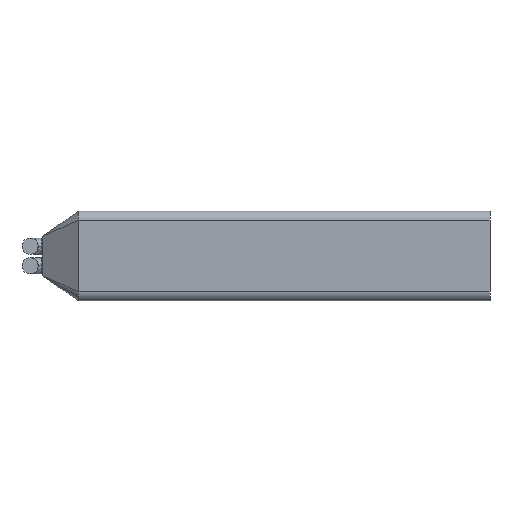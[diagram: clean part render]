
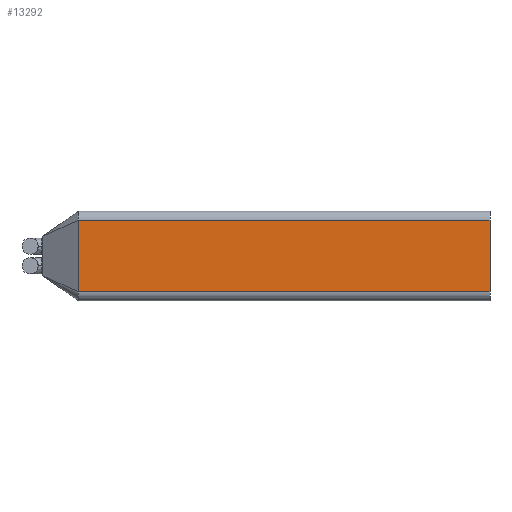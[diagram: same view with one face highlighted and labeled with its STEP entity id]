
A CAD part, front view. The second image highlights one B-rep face of the part: STEP entity #13292.
In plain terms, the highlighted planar face has unit normal (0, -1, 0).
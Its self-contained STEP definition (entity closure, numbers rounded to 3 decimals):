
#13292=ADVANCED_FACE('',(#23951),#23953,.T.);
#23951=FACE_BOUND('',#23952,.T.);
#23952=EDGE_LOOP('',(#33043,#33044,#33045,#33046));
#23953=PLANE('',#23954);
#23954=AXIS2_PLACEMENT_3D('',#23955,#23956,#23957);
#23955=CARTESIAN_POINT('',(-17.,-17.,4.));
#23956=DIRECTION('',(0.,-1.,0.));
#23957=DIRECTION('',(0.,0.,-1.));
#33043=ORIENTED_EDGE('',*,*,#37438,.F.);
#33044=ORIENTED_EDGE('',*,*,#37439,.T.);
#33045=ORIENTED_EDGE('',*,*,#37425,.F.);
#33046=ORIENTED_EDGE('',*,*,#37421,.F.);
#37421=EDGE_CURVE('',#44648,#44650,#44651,.T.);
#37425=EDGE_CURVE('',#44650,#44657,#44658,.T.);
#37438=EDGE_CURVE('',#44678,#44648,#44679,.T.);
#37439=EDGE_CURVE('',#44678,#44657,#44680,.T.);
#44648=VERTEX_POINT('',#62332);
#44650=VERTEX_POINT('',#62337);
#44651=LINE('',#62338,#62339);
#44657=VERTEX_POINT('',#62354);
#44658=LINE('',#62355,#62356);
#44678=VERTEX_POINT('',#62406);
#44679=LINE('',#62407,#62408);
#44680=LINE('',#62410,#62411);
#62332=CARTESIAN_POINT('',(-21.,-17.,4.));
#62337=CARTESIAN_POINT('',(25.,-17.,4.));
#62338=CARTESIAN_POINT('',(-21.,-17.,4.));
#62339=VECTOR('',#62340,1.);
#62340=DIRECTION('',(1.,0.,0.));
#62354=CARTESIAN_POINT('',(25.,-17.,-4.));
#62355=CARTESIAN_POINT('',(25.,-17.,4.));
#62356=VECTOR('',#62357,1.);
#62357=DIRECTION('',(0.,0.,-1.));
#62406=CARTESIAN_POINT('',(-21.,-17.,-4.));
#62407=CARTESIAN_POINT('',(-21.,-17.,-4.));
#62408=VECTOR('',#62409,1.);
#62409=DIRECTION('',(0.,0.,1.));
#62410=CARTESIAN_POINT('',(-21.,-17.,-4.));
#62411=VECTOR('',#62412,1.);
#62412=DIRECTION('',(1.,0.,0.));
